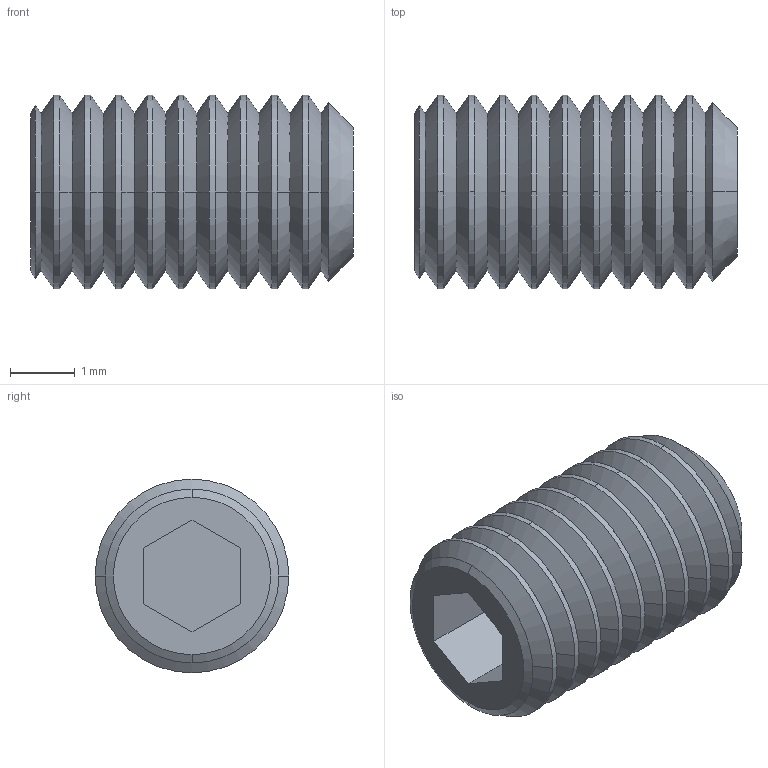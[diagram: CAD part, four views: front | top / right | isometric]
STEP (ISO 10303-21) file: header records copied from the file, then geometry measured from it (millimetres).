
FILE_DESCRIPTION (( 'STEP AP214' ), '1' );
FILE_NAME ('socket set screw flat point_am.STEP', '2022-11-14T20:45:33', ( '' ), ( '' ), 'SwSTEP 2.0', 'SolidWorks 2022', '' );
FILE_SCHEMA (( 'AUTOMOTIVE_DESIGN' ));
Length unit declared in the file: millimetre
Products named in the file (1): socket set screw flat point_am
Bounding box: 5 x 3 x 3 mm (x, y, z)
Volume: 25.4 mm3; surface area: 87.1 mm2
Topology: 1 solids, 1 shells, 71 faces, 184 edges, 116 vertices
Faces by surface type: cone 44, cylinder 18, plane 9
Entity records: 2236 total; most frequent: DIRECTION 432, CARTESIAN_POINT 372, ORIENTED_EDGE 368, EDGE_CURVE 184, AXIS2_PLACEMENT_3D 176, VERTEX_POINT 116, CIRCLE 104, VECTOR 80
